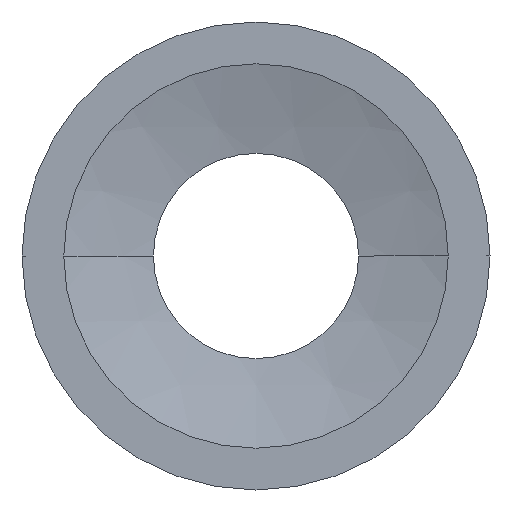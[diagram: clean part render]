
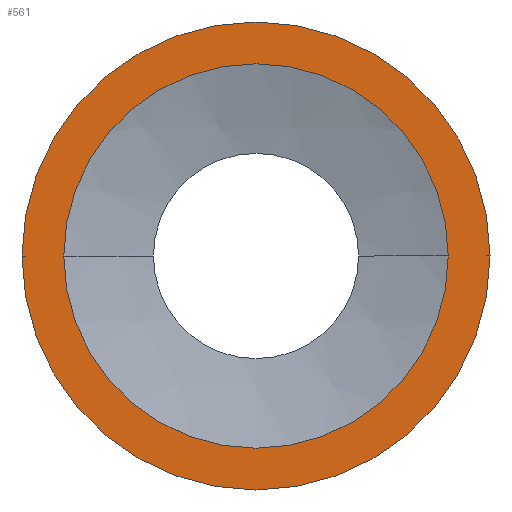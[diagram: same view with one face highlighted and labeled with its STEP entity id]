
A CAD part, front view. The second image highlights one B-rep face of the part: STEP entity #561.
In plain terms, the highlighted planar face has unit normal (0, -1, 0).
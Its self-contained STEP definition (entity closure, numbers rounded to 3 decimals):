
#16 = DIRECTION ( 'NONE',  ( 0., 0., 1. ) ) ;
#73 = EDGE_LOOP ( 'NONE', ( #569, #383 ) ) ;
#265 = ORIENTED_EDGE ( 'NONE', *, *, #1553, .T. ) ;
#266 = DIRECTION ( 'NONE',  ( 0., 0., 1. ) ) ;
#331 = CARTESIAN_POINT ( 'NONE',  ( 12.174, 224.032, 0. ) ) ;
#340 = FACE_BOUND ( 'NONE', #1261, .T. ) ;
#381 = AXIS2_PLACEMENT_3D ( 'NONE', #1473, #607, #266 ) ;
#383 = ORIENTED_EDGE ( 'NONE', *, *, #1633, .T. ) ;
#405 = CIRCLE ( 'NONE', #1182, 12.174 ) ;
#428 = ORIENTED_EDGE ( 'NONE', *, *, #510, .T. ) ;
#510 = EDGE_CURVE ( 'NONE', #1205, #1759, #613, .T. ) ;
#512 = CIRCLE ( 'NONE', #381, 14.819 ) ;
#514 = DIRECTION ( 'NONE',  ( 0., 1., 0. ) ) ;
#545 = VERTEX_POINT ( 'NONE', #1416 ) ;
#561 = ADVANCED_FACE ( 'NONE', ( #1407, #340 ), #1833, .F. ) ;
#569 = ORIENTED_EDGE ( 'NONE', *, *, #809, .T. ) ;
#602 = DIRECTION ( 'NONE',  ( 0., 1., 0. ) ) ;
#607 = DIRECTION ( 'NONE',  ( 0., -1., 0. ) ) ;
#613 = CIRCLE ( 'NONE', #1180, 12.174 ) ;
#673 = AXIS2_PLACEMENT_3D ( 'NONE', #1530, #514, #1258 ) ;
#711 = CIRCLE ( 'NONE', #1899, 14.819 ) ;
#809 = EDGE_CURVE ( 'NONE', #1421, #545, #711, .T. ) ;
#870 = DIRECTION ( 'NONE',  ( 0., -1., 0. ) ) ;
#1004 = CARTESIAN_POINT ( 'NONE',  ( 0., 224.032, 0. ) ) ;
#1180 = AXIS2_PLACEMENT_3D ( 'NONE', #1527, #1216, #16 ) ;
#1182 = AXIS2_PLACEMENT_3D ( 'NONE', #1004, #602, #1617 ) ;
#1205 = VERTEX_POINT ( 'NONE', #1793 ) ;
#1216 = DIRECTION ( 'NONE',  ( 0., 1., 0. ) ) ;
#1258 = DIRECTION ( 'NONE',  ( 0., 0., 1. ) ) ;
#1261 = EDGE_LOOP ( 'NONE', ( #428, #265 ) ) ;
#1303 = CARTESIAN_POINT ( 'NONE',  ( 0., 224.032, 0. ) ) ;
#1329 = DIRECTION ( 'NONE',  ( 0., 0., 1. ) ) ;
#1407 = FACE_OUTER_BOUND ( 'NONE', #73, .T. ) ;
#1416 = CARTESIAN_POINT ( 'NONE',  ( 14.819, 224.032, 0. ) ) ;
#1421 = VERTEX_POINT ( 'NONE', #1836 ) ;
#1473 = CARTESIAN_POINT ( 'NONE',  ( 0., 224.032, 0. ) ) ;
#1527 = CARTESIAN_POINT ( 'NONE',  ( 0., 224.032, 0. ) ) ;
#1530 = CARTESIAN_POINT ( 'NONE',  ( -61.185, 224.032, -41. ) ) ;
#1553 = EDGE_CURVE ( 'NONE', #1759, #1205, #405, .T. ) ;
#1617 = DIRECTION ( 'NONE',  ( 0., 0., 1. ) ) ;
#1633 = EDGE_CURVE ( 'NONE', #545, #1421, #512, .T. ) ;
#1759 = VERTEX_POINT ( 'NONE', #331 ) ;
#1793 = CARTESIAN_POINT ( 'NONE',  ( -12.174, 224.032, 0. ) ) ;
#1833 = PLANE ( 'NONE',  #673 ) ;
#1836 = CARTESIAN_POINT ( 'NONE',  ( -14.819, 224.032, 0. ) ) ;
#1899 = AXIS2_PLACEMENT_3D ( 'NONE', #1303, #870, #1329 ) ;
